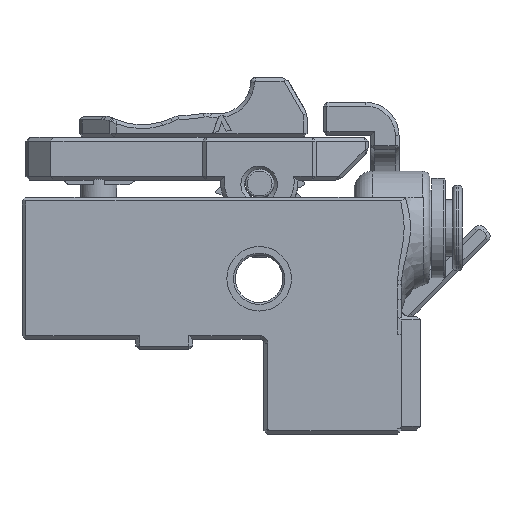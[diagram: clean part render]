
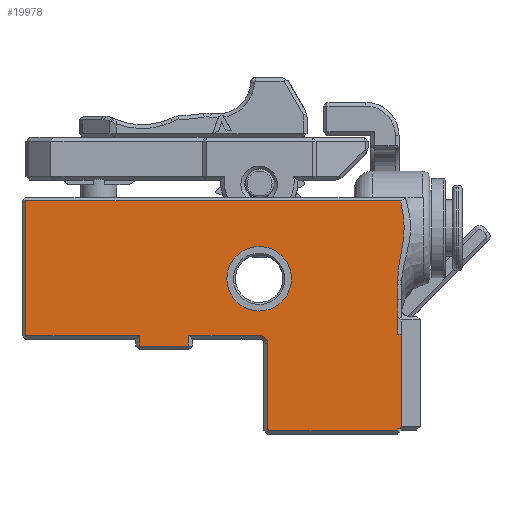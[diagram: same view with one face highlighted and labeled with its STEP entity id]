
A CAD part, front view. The second image highlights one B-rep face of the part: STEP entity #19978.
In plain terms, the highlighted planar face has unit normal (0, -1, 0).
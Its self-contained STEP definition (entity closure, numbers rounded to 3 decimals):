
#342=B_SPLINE_CURVE_WITH_KNOTS('',3,(#37213,#37214,#37215,#37216,#37217,
#37218,#37219,#37220,#37221,#37222,#37223,#37224,#37225,#37226,#37227,#37228),
 .UNSPECIFIED.,.F.,.F.,(4,2,2,2,2,2,1,1,4),(0.263,0.473,
0.528,0.555,0.576,0.599,
0.729,0.86,1.12),.UNSPECIFIED.);
#743=FACE_BOUND('',#3444,.T.);
#1147=PLANE('',#22209);
#2196=FACE_OUTER_BOUND('',#3443,.T.);
#3443=EDGE_LOOP('',(#16477,#16478,#16479,#16480,#16481,#16482,#16483,#16484,
#16485,#16486,#16487,#16488,#16489,#16490,#16491,#16492,#16493,#16494,#16495,
#16496,#16497,#16498,#16499,#16500));
#3444=EDGE_LOOP('',(#16501));
#4752=LINE('',#37168,#6330);
#4753=LINE('',#37170,#6331);
#4754=LINE('',#37172,#6332);
#4755=LINE('',#37174,#6333);
#4756=LINE('',#37176,#6334);
#4757=LINE('',#37178,#6335);
#4758=LINE('',#37180,#6336);
#4759=LINE('',#37184,#6337);
#4760=LINE('',#37186,#6338);
#4761=LINE('',#37188,#6339);
#4762=LINE('',#37190,#6340);
#4763=LINE('',#37192,#6341);
#4764=LINE('',#37194,#6342);
#4765=LINE('',#37196,#6343);
#4766=LINE('',#37198,#6344);
#4767=LINE('',#37200,#6345);
#4768=LINE('',#37202,#6346);
#4769=LINE('',#37204,#6347);
#4770=LINE('',#37206,#6348);
#4771=LINE('',#37208,#6349);
#4772=LINE('',#37210,#6350);
#4773=LINE('',#37212,#6351);
#6330=VECTOR('',#26775,10.);
#6331=VECTOR('',#26776,10.);
#6332=VECTOR('',#26777,1.);
#6333=VECTOR('',#26778,10.);
#6334=VECTOR('',#26779,10.);
#6335=VECTOR('',#26780,1.);
#6336=VECTOR('',#26781,1.);
#6337=VECTOR('',#26784,1.);
#6338=VECTOR('',#26785,1.);
#6339=VECTOR('',#26786,10.);
#6340=VECTOR('',#26787,10.);
#6341=VECTOR('',#26788,10.);
#6342=VECTOR('',#26789,10.);
#6343=VECTOR('',#26790,10.);
#6344=VECTOR('',#26791,10.);
#6345=VECTOR('',#26792,10.);
#6346=VECTOR('',#26793,10.);
#6347=VECTOR('',#26794,10.);
#6348=VECTOR('',#26795,10.);
#6349=VECTOR('',#26796,10.);
#6350=VECTOR('',#26797,10.);
#6351=VECTOR('',#26798,10.);
#7946=CIRCLE('',#22210,0.8);
#7947=CIRCLE('',#22211,3.4);
#9274=VERTEX_POINT('',#37166);
#9275=VERTEX_POINT('',#37167);
#9276=VERTEX_POINT('',#37169);
#9277=VERTEX_POINT('',#37171);
#9278=VERTEX_POINT('',#37173);
#9279=VERTEX_POINT('',#37175);
#9280=VERTEX_POINT('',#37177);
#9281=VERTEX_POINT('',#37179);
#9282=VERTEX_POINT('',#37181);
#9283=VERTEX_POINT('',#37183);
#9284=VERTEX_POINT('',#37185);
#9285=VERTEX_POINT('',#37187);
#9286=VERTEX_POINT('',#37189);
#9287=VERTEX_POINT('',#37191);
#9288=VERTEX_POINT('',#37193);
#9289=VERTEX_POINT('',#37195);
#9290=VERTEX_POINT('',#37197);
#9291=VERTEX_POINT('',#37199);
#9292=VERTEX_POINT('',#37201);
#9293=VERTEX_POINT('',#37203);
#9294=VERTEX_POINT('',#37205);
#9295=VERTEX_POINT('',#37207);
#9296=VERTEX_POINT('',#37209);
#9297=VERTEX_POINT('',#37211);
#9298=VERTEX_POINT('',#37229);
#11768=EDGE_CURVE('',#9274,#9275,#4752,.T.);
#11769=EDGE_CURVE('',#9276,#9274,#4753,.T.);
#11770=EDGE_CURVE('',#9276,#9277,#4754,.T.);
#11771=EDGE_CURVE('',#9278,#9277,#4755,.T.);
#11772=EDGE_CURVE('',#9279,#9278,#4756,.T.);
#11773=EDGE_CURVE('',#9279,#9280,#4757,.T.);
#11774=EDGE_CURVE('',#9280,#9281,#4758,.T.);
#11775=EDGE_CURVE('',#9281,#9282,#7946,.T.);
#11776=EDGE_CURVE('',#9282,#9283,#4759,.T.);
#11777=EDGE_CURVE('',#9283,#9284,#4760,.T.);
#11778=EDGE_CURVE('',#9285,#9284,#4761,.T.);
#11779=EDGE_CURVE('',#9286,#9285,#4762,.T.);
#11780=EDGE_CURVE('',#9287,#9286,#4763,.T.);
#11781=EDGE_CURVE('',#9288,#9287,#4764,.T.);
#11782=EDGE_CURVE('',#9289,#9288,#4765,.T.);
#11783=EDGE_CURVE('',#9289,#9290,#4766,.T.);
#11784=EDGE_CURVE('',#9290,#9291,#4767,.T.);
#11785=EDGE_CURVE('',#9292,#9291,#4768,.T.);
#11786=EDGE_CURVE('',#9293,#9292,#4769,.T.);
#11787=EDGE_CURVE('',#9294,#9293,#4770,.T.);
#11788=EDGE_CURVE('',#9295,#9294,#4771,.T.);
#11789=EDGE_CURVE('',#9296,#9295,#4772,.T.);
#11790=EDGE_CURVE('',#9297,#9296,#4773,.T.);
#11791=EDGE_CURVE('',#9275,#9297,#342,.T.);
#11792=EDGE_CURVE('',#9298,#9298,#7947,.T.);
#16477=ORIENTED_EDGE('',*,*,#11768,.F.);
#16478=ORIENTED_EDGE('',*,*,#11769,.F.);
#16479=ORIENTED_EDGE('',*,*,#11770,.T.);
#16480=ORIENTED_EDGE('',*,*,#11771,.F.);
#16481=ORIENTED_EDGE('',*,*,#11772,.F.);
#16482=ORIENTED_EDGE('',*,*,#11773,.T.);
#16483=ORIENTED_EDGE('',*,*,#11774,.T.);
#16484=ORIENTED_EDGE('',*,*,#11775,.T.);
#16485=ORIENTED_EDGE('',*,*,#11776,.T.);
#16486=ORIENTED_EDGE('',*,*,#11777,.T.);
#16487=ORIENTED_EDGE('',*,*,#11778,.F.);
#16488=ORIENTED_EDGE('',*,*,#11779,.F.);
#16489=ORIENTED_EDGE('',*,*,#11780,.F.);
#16490=ORIENTED_EDGE('',*,*,#11781,.F.);
#16491=ORIENTED_EDGE('',*,*,#11782,.F.);
#16492=ORIENTED_EDGE('',*,*,#11783,.T.);
#16493=ORIENTED_EDGE('',*,*,#11784,.T.);
#16494=ORIENTED_EDGE('',*,*,#11785,.F.);
#16495=ORIENTED_EDGE('',*,*,#11786,.F.);
#16496=ORIENTED_EDGE('',*,*,#11787,.F.);
#16497=ORIENTED_EDGE('',*,*,#11788,.F.);
#16498=ORIENTED_EDGE('',*,*,#11789,.F.);
#16499=ORIENTED_EDGE('',*,*,#11790,.F.);
#16500=ORIENTED_EDGE('',*,*,#11791,.F.);
#16501=ORIENTED_EDGE('',*,*,#11792,.F.);
#19978=ADVANCED_FACE('',(#2196,#743),#1147,.F.);
#22209=AXIS2_PLACEMENT_3D('',#37165,#26773,#26774);
#22210=AXIS2_PLACEMENT_3D('',#37182,#26782,#26783);
#22211=AXIS2_PLACEMENT_3D('',#37230,#26799,#26800);
#26773=DIRECTION('center_axis',(0.,1.,0.));
#26774=DIRECTION('ref_axis',(0.,0.,1.));
#26775=DIRECTION('',(1.,0.,0.));
#26776=DIRECTION('',(0.,0.,1.));
#26777=DIRECTION('',(1.,0.,0.));
#26778=DIRECTION('',(0.,0.,1.));
#26779=DIRECTION('',(-1.,0.,0.));
#26780=DIRECTION('',(0.,0.,1.));
#26781=DIRECTION('',(1.,0.,0.));
#26782=DIRECTION('center_axis',(0.,1.,0.));
#26783=DIRECTION('ref_axis',(0.,0.,1.));
#26784=DIRECTION('',(0.,0.,-1.));
#26785=DIRECTION('',(0.707,0.,-0.707));
#26786=DIRECTION('',(1.,0.,0.));
#26787=DIRECTION('',(0.,0.,1.));
#26788=DIRECTION('',(-1.,0.,0.));
#26789=DIRECTION('',(0.,0.,-1.));
#26790=DIRECTION('',(-0.817,0.,-0.577));
#26791=DIRECTION('',(0.,0.,1.));
#26792=DIRECTION('',(-1.,0.,0.));
#26793=DIRECTION('',(0.,0.,-1.));
#26794=DIRECTION('',(-1.,0.,0.));
#26795=DIRECTION('',(0.817,0.,-0.577));
#26796=DIRECTION('',(0.,0.,-1.));
#26797=DIRECTION('',(0.,0.,-1.));
#26798=DIRECTION('',(0.,0.,-1.));
#26799=DIRECTION('center_axis',(0.,-1.,0.));
#26800=DIRECTION('ref_axis',(0.,0.,1.));
#37165=CARTESIAN_POINT('Origin',(25.1,-2.,9.6));
#37166=CARTESIAN_POINT('',(0.4,-2.,24.6));
#37167=CARTESIAN_POINT('',(39.917,-2.,24.6));
#37168=CARTESIAN_POINT('',(25.1,-2.,24.6));
#37169=CARTESIAN_POINT('',(0.4,-2.,10.4));
#37170=CARTESIAN_POINT('',(0.4,-2.,4.8));
#37171=CARTESIAN_POINT('',(12.4,-2.,10.4));
#37172=CARTESIAN_POINT('',(12.,-2.,10.4));
#37173=CARTESIAN_POINT('',(12.4,-2.,9.3));
#37174=CARTESIAN_POINT('',(12.4,-2.,9.8));
#37175=CARTESIAN_POINT('',(17.6,-2.,9.3));
#37176=CARTESIAN_POINT('',(18.55,-2.,9.3));
#37177=CARTESIAN_POINT('',(17.6,-2.,10.4));
#37178=CARTESIAN_POINT('',(17.6,-2.,10.));
#37179=CARTESIAN_POINT('',(25.1,-2.,10.4));
#37180=CARTESIAN_POINT('',(25.1,-2.,10.4));
#37181=CARTESIAN_POINT('',(25.9,-2.,9.6));
#37182=CARTESIAN_POINT('Origin',(25.1,-2.,9.6));
#37183=CARTESIAN_POINT('',(25.9,-2.,0.566));
#37184=CARTESIAN_POINT('',(25.9,-2.,9.6));
#37185=CARTESIAN_POINT('',(25.966,-2.,0.5));
#37186=CARTESIAN_POINT('',(26.183,-2.,0.283));
#37187=CARTESIAN_POINT('',(25.9,-2.,0.5));
#37188=CARTESIAN_POINT('',(40.,-2.,0.5));
#37189=CARTESIAN_POINT('',(25.9,-2.,0.4));
#37190=CARTESIAN_POINT('',(25.9,-2.,0.));
#37191=CARTESIAN_POINT('',(39.6,-2.,0.4));
#37192=CARTESIAN_POINT('',(32.55,-2.,0.4));
#37193=CARTESIAN_POINT('',(39.6,-2.,0.571));
#37194=CARTESIAN_POINT('',(39.6,-2.,17.3));
#37195=CARTESIAN_POINT('',(40.,-2.,0.854));
#37196=CARTESIAN_POINT('',(37.167,-2.,-1.149));
#37197=CARTESIAN_POINT('',(40.,-2.,10.566));
#37198=CARTESIAN_POINT('',(40.,-2.,10.));
#37199=CARTESIAN_POINT('',(39.6,-2.,10.566));
#37200=CARTESIAN_POINT('',(40.,-2.,10.566));
#37201=CARTESIAN_POINT('',(39.6,-2.,12.2));
#37202=CARTESIAN_POINT('',(39.6,-2.,17.3));
#37203=CARTESIAN_POINT('',(39.793,-2.,12.2));
#37204=CARTESIAN_POINT('',(40.,-2.,12.2));
#37205=CARTESIAN_POINT('',(39.6,-2.,12.337));
#37206=CARTESIAN_POINT('',(36.417,-2.,14.587));
#37207=CARTESIAN_POINT('',(39.6,-2.,14.2));
#37208=CARTESIAN_POINT('',(39.6,-2.,13.45));
#37209=CARTESIAN_POINT('',(39.6,-2.,15.757));
#37210=CARTESIAN_POINT('',(39.6,-2.,17.3));
#37211=CARTESIAN_POINT('',(39.6,-2.,16.23));
#37212=CARTESIAN_POINT('',(39.6,-2.,16.23));
#37213=CARTESIAN_POINT('Ctrl Pts',(39.917,-2.,24.6));
#37214=CARTESIAN_POINT('Ctrl Pts',(40.044,-2.,23.932));
#37215=CARTESIAN_POINT('Ctrl Pts',(40.177,-2.,23.285));
#37216=CARTESIAN_POINT('Ctrl Pts',(40.261,-2.,22.47));
#37217=CARTESIAN_POINT('Ctrl Pts',(40.274,-2.,22.304));
#37218=CARTESIAN_POINT('Ctrl Pts',(40.285,-2.,22.054));
#37219=CARTESIAN_POINT('Ctrl Pts',(40.288,-2.,21.97));
#37220=CARTESIAN_POINT('Ctrl Pts',(40.291,-2.,21.822));
#37221=CARTESIAN_POINT('Ctrl Pts',(40.291,-2.,21.758));
#37222=CARTESIAN_POINT('Ctrl Pts',(40.29,-2.,21.621));
#37223=CARTESIAN_POINT('Ctrl Pts',(40.288,-2.,21.549));
#37224=CARTESIAN_POINT('Ctrl Pts',(40.273,-2.,21.078));
#37225=CARTESIAN_POINT('Ctrl Pts',(40.184,-2.,20.279));
#37226=CARTESIAN_POINT('Ctrl Pts',(39.873,-2.,18.683));
#37227=CARTESIAN_POINT('Ctrl Pts',(39.6,-2.,17.228));
#37228=CARTESIAN_POINT('Ctrl Pts',(39.6,-2.,16.23));
#37229=CARTESIAN_POINT('',(25.,-2.,19.8));
#37230=CARTESIAN_POINT('Origin',(25.,-2.,16.4));
